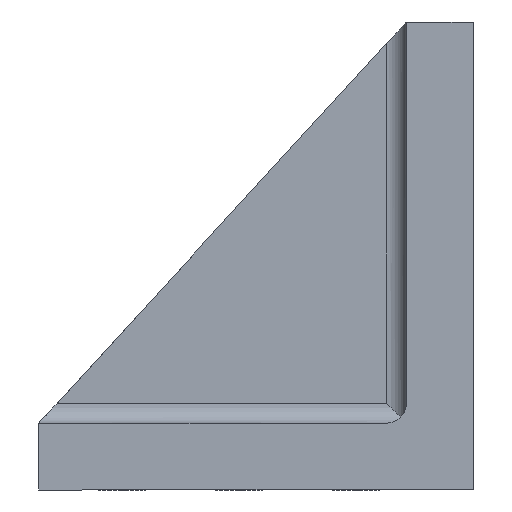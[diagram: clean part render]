
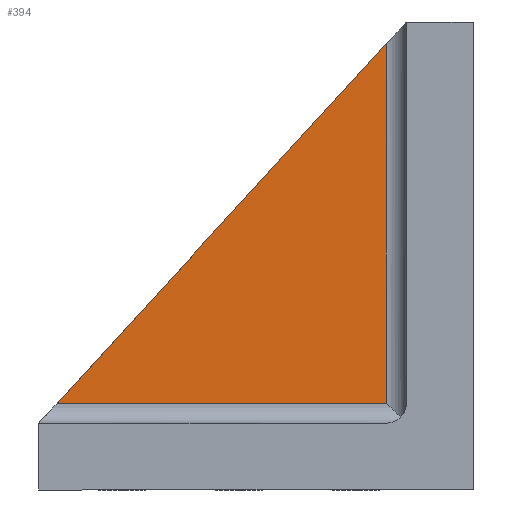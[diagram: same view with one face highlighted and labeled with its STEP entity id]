
A CAD part, front view. The second image highlights one B-rep face of the part: STEP entity #394.
In plain terms, the highlighted planar face has unit normal (0, -1, 0).
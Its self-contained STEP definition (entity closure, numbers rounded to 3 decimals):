
#224=VERTEX_POINT('',#593);
#296=VERTEX_POINT('',#668);
#320=EDGE_CURVE('',#472,#296,#694,.T.);
#358=EDGE_CURVE('',#224,#472,#734,.T.);
#394=ADVANCED_FACE('',(#771),#772,.T.);
#472=VERTEX_POINT('',#862);
#540=EDGE_CURVE('',#224,#296,#936,.T.);
#593=CARTESIAN_POINT('',(-124.5,12.5,26.));
#668=CARTESIAN_POINT('',(-26.,12.5,26.));
#694=LINE('',#1141,#1142);
#734=LINE('',#1202,#1203);
#771=FACE_OUTER_BOUND('',#1254,.T.);
#772=PLANE('',#1255);
#862=CARTESIAN_POINT('',(-26.,12.5,133.455));
#936=LINE('',#1505,#1506);
#1141=CARTESIAN_POINT('',(-26.,12.5,140.0));
#1142=VECTOR('',#1643,1.0);
#1202=CARTESIAN_POINT('',(-47.5,12.5,110.0));
#1203=VECTOR('',#1679,1.0);
#1254=EDGE_LOOP('',(#1723,#1724,#1725));
#1255=AXIS2_PLACEMENT_3D('',#1726,#1727,#1728);
#1505=CARTESIAN_POINT('',(-130.0,12.5,26.));
#1506=VECTOR('',#1936,1.0);
#1643=DIRECTION('',(0.0,0.0,-1.0));
#1679=DIRECTION('',(0.676,0.0,0.737));
#1723=ORIENTED_EDGE('',*,*,#320,.F.);
#1724=ORIENTED_EDGE('',*,*,#358,.F.);
#1725=ORIENTED_EDGE('',*,*,#540,.T.);
#1726=CARTESIAN_POINT('',(-75.0,12.5,80.));
#1727=DIRECTION('',(0.0,-1.0,0.0));
#1728=DIRECTION('',(1.0,0.0,0.0));
#1936=DIRECTION('',(1.0,0.0,0.0));
